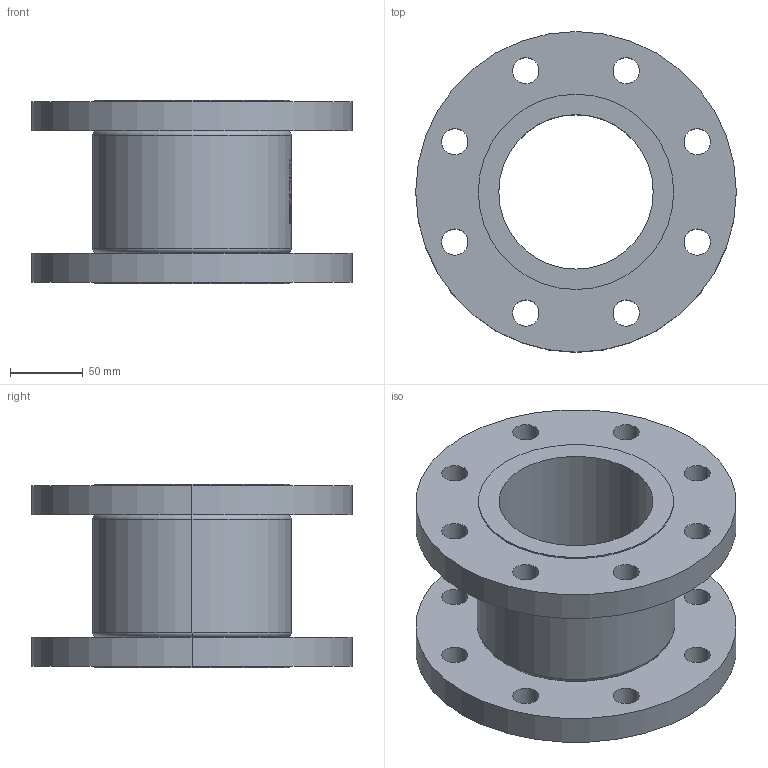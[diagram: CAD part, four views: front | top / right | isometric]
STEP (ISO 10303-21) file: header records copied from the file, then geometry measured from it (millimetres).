
FILE_DESCRIPTION (( 'STEP AP214' ), '1' );
FILE_NAME ('7150000_DN100_PN16_51422083.STEP', '2022-02-02T09:14:54', ( 'axxx' ), ( 'Hewlett-Packard Company' ), 'SwSTEP 2.0', 'SolidWorks 2019', '' );
FILE_SCHEMA (( 'AUTOMOTIVE_DESIGN' ));
Length unit declared in the file: millimetre
Products named in the file (1): 7150000_DN100_PN16_51422083
Bounding box: 220 x 220 x 126 mm (x, y, z)
Volume: 1573787 mm3; surface area: 226618.8 mm2
Topology: 1 solids, 1 shells, 542 faces, 1415 edges, 942 vertices
Faces by surface type: plane 240, bspline 233, cylinder 65, torus 4
Entity records: 29812 total; most frequent: CARTESIAN_POINT 17946, ORIENTED_EDGE 2830, DIRECTION 1683, EDGE_CURVE 1415, VERTEX_POINT 942, VECTOR 749, LINE 749, EDGE_LOOP 643
